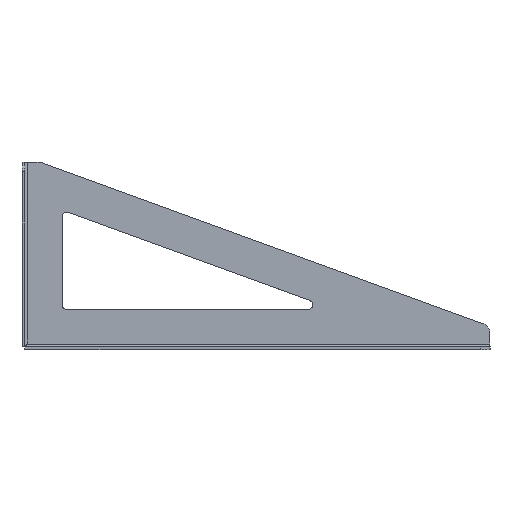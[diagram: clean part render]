
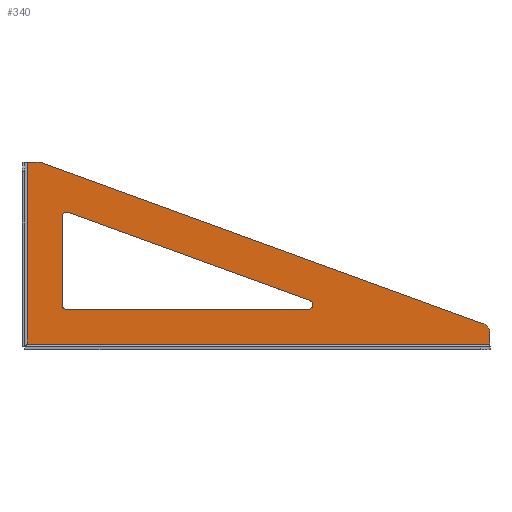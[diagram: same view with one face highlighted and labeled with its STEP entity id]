
A CAD part, top view. The second image highlights one B-rep face of the part: STEP entity #340.
In plain terms, the highlighted planar face has unit normal (0, 0, 1).
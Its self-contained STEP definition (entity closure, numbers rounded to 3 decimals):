
#22 = VERTEX_POINT ( 'NONE', #2041 ) ;
#54 = CIRCLE ( 'NONE', #2466, 10. ) ;
#70 = EDGE_CURVE ( 'NONE', #1305, #246, #2877, .T. ) ;
#101 = VECTOR ( 'NONE', #1161, 1000. ) ;
#110 = FACE_BOUND ( 'NONE', #1728, .T. ) ;
#137 = CARTESIAN_POINT ( 'NONE',  ( -208.5, 45., -20. ) ) ;
#139 = DIRECTION ( 'NONE',  ( 1., 0., 0. ) ) ;
#158 = DIRECTION ( 'NONE',  ( 0., 0., 1. ) ) ;
#159 = EDGE_CURVE ( 'NONE', #1551, #664, #855, .T. ) ;
#164 = AXIS2_PLACEMENT_3D ( 'NONE', #1680, #536, #1640 ) ;
#216 = CIRCLE ( 'NONE', #970, 5. ) ;
#246 = VERTEX_POINT ( 'NONE', #342 ) ;
#263 = ORIENTED_EDGE ( 'NONE', *, *, #1750, .F. ) ;
#275 = VERTEX_POINT ( 'NONE', #1298 ) ;
#305 = AXIS2_PLACEMENT_3D ( 'NONE', #1870, #2796, #2329 ) ;
#317 = VECTOR ( 'NONE', #1887, 1000. ) ;
#340 = ADVANCED_FACE ( 'NONE', ( #110, #1317 ), #828, .T. ) ;
#342 = CARTESIAN_POINT ( 'NONE',  ( -203.5, 40., -20. ) ) ;
#370 = CARTESIAN_POINT ( 'NONE',  ( 248.5, 197., -20. ) ) ;
#395 = VECTOR ( 'NONE', #2390, 1000. ) ;
#431 = ORIENTED_EDGE ( 'NONE', *, *, #2074, .T. ) ;
#432 = CARTESIAN_POINT ( 'NONE',  ( -201.787, 143.592, -20. ) ) ;
#443 = EDGE_CURVE ( 'NONE', #1635, #739, #534, .T. ) ;
#487 = VECTOR ( 'NONE', #1973, 1000. ) ;
#534 = LINE ( 'NONE', #432, #2912 ) ;
#536 = DIRECTION ( 'NONE',  ( 0., 0., 1. ) ) ;
#546 = ORIENTED_EDGE ( 'NONE', *, *, #1758, .F. ) ;
#552 = CARTESIAN_POINT ( 'NONE',  ( 248.5, 0., -20. ) ) ;
#593 = VERTEX_POINT ( 'NONE', #1898 ) ;
#597 = DIRECTION ( 'NONE',  ( 1., 0., 0. ) ) ;
#664 = VERTEX_POINT ( 'NONE', #1220 ) ;
#698 = CIRCLE ( 'NONE', #305, 10. ) ;
#700 = AXIS2_PLACEMENT_3D ( 'NONE', #2182, #2145, #139 ) ;
#739 = VERTEX_POINT ( 'NONE', #1889 ) ;
#749 = CARTESIAN_POINT ( 'NONE',  ( -203.5, 138.894, -20. ) ) ;
#766 = EDGE_CURVE ( 'NONE', #1573, #593, #2285, .T. ) ;
#787 = CARTESIAN_POINT ( 'NONE',  ( 241.925, 24.397, -20. ) ) ;
#788 = VERTEX_POINT ( 'NONE', #2413 ) ;
#809 = ORIENTED_EDGE ( 'NONE', *, *, #2469, .F. ) ;
#828 = PLANE ( 'NONE',  #1561 ) ;
#837 = DIRECTION ( 'NONE',  ( 0., -1., 0. ) ) ;
#855 = CIRCLE ( 'NONE', #700, 5. ) ;
#970 = AXIS2_PLACEMENT_3D ( 'NONE', #1037, #158, #597 ) ;
#976 = CARTESIAN_POINT ( 'NONE',  ( 54.038, 40., -20. ) ) ;
#1027 = CARTESIAN_POINT ( 'NONE',  ( 192.184, 42.532, -20. ) ) ;
#1037 = CARTESIAN_POINT ( 'NONE',  ( 54.038, 45., -20. ) ) ;
#1051 = DIRECTION ( 'NONE',  ( 0., -1., 0. ) ) ;
#1132 = LINE ( 'NONE', #1936, #487 ) ;
#1161 = DIRECTION ( 'NONE',  ( -1., 0., 0. ) ) ;
#1198 = LINE ( 'NONE', #2364, #101 ) ;
#1203 = DIRECTION ( 'NONE',  ( -1., 0., 0. ) ) ;
#1220 = CARTESIAN_POINT ( 'NONE',  ( 59.038, 45., -20. ) ) ;
#1274 = DIRECTION ( 'NONE',  ( -0.94, 0.343, 0. ) ) ;
#1298 = CARTESIAN_POINT ( 'NONE',  ( -233.266, 197., -20. ) ) ;
#1305 = VERTEX_POINT ( 'NONE', #2665 ) ;
#1306 = ORIENTED_EDGE ( 'NONE', *, *, #1308, .F. ) ;
#1308 = EDGE_CURVE ( 'NONE', #2522, #788, #1132, .T. ) ;
#1317 = FACE_OUTER_BOUND ( 'NONE', #2000, .T. ) ;
#1325 = ORIENTED_EDGE ( 'NONE', *, *, #159, .F. ) ;
#1407 = VECTOR ( 'NONE', #2437, 1000. ) ;
#1437 = CARTESIAN_POINT ( 'NONE',  ( 54.038, 40., -20. ) ) ;
#1519 = EDGE_CURVE ( 'NONE', #2806, #2522, #1198, .T. ) ;
#1541 = CARTESIAN_POINT ( 'NONE',  ( -208.5, 138.894, -20. ) ) ;
#1551 = VERTEX_POINT ( 'NONE', #1437 ) ;
#1561 = AXIS2_PLACEMENT_3D ( 'NONE', #370, #2443, #1051 ) ;
#1573 = VERTEX_POINT ( 'NONE', #787 ) ;
#1596 = EDGE_CURVE ( 'NONE', #788, #275, #2642, .T. ) ;
#1605 = CARTESIAN_POINT ( 'NONE',  ( 55.751, 49.698, -20. ) ) ;
#1614 = ORIENTED_EDGE ( 'NONE', *, *, #70, .F. ) ;
#1635 = VERTEX_POINT ( 'NONE', #1605 ) ;
#1640 = DIRECTION ( 'NONE',  ( -1., 0., 0. ) ) ;
#1670 = VECTOR ( 'NONE', #1274, 1000. ) ;
#1680 = CARTESIAN_POINT ( 'NONE',  ( -203.5, 45., -20. ) ) ;
#1728 = EDGE_LOOP ( 'NONE', ( #546, #2993, #809, #1325, #263, #1614, #2703 ) ) ;
#1740 = CARTESIAN_POINT ( 'NONE',  ( -233.266, 187., -20. ) ) ;
#1750 = EDGE_CURVE ( 'NONE', #246, #1551, #2701, .T. ) ;
#1758 = EDGE_CURVE ( 'NONE', #739, #2524, #2128, .T. ) ;
#1870 = CARTESIAN_POINT ( 'NONE',  ( 238.5, 15.002, -20. ) ) ;
#1887 = DIRECTION ( 'NONE',  ( 1., 0., 0. ) ) ;
#1889 = CARTESIAN_POINT ( 'NONE',  ( -201.787, 143.592, -20. ) ) ;
#1898 = CARTESIAN_POINT ( 'NONE',  ( -229.841, 196.395, -20. ) ) ;
#1936 = CARTESIAN_POINT ( 'NONE',  ( -245.5, 3., -20. ) ) ;
#1973 = DIRECTION ( 'NONE',  ( 0., 1., 0. ) ) ;
#1989 = EDGE_CURVE ( 'NONE', #22, #1573, #698, .T. ) ;
#2000 = EDGE_LOOP ( 'NONE', ( #2261, #431, #2164, #1306, #2967, #2087, #2628 ) ) ;
#2027 = VECTOR ( 'NONE', #837, 1000. ) ;
#2041 = CARTESIAN_POINT ( 'NONE',  ( 248.5, 15.002, -20. ) ) ;
#2074 = EDGE_CURVE ( 'NONE', #593, #275, #54, .T. ) ;
#2087 = ORIENTED_EDGE ( 'NONE', *, *, #2395, .F. ) ;
#2128 = CIRCLE ( 'NONE', #2982, 5. ) ;
#2145 = DIRECTION ( 'NONE',  ( 0., 0., 1. ) ) ;
#2146 = CARTESIAN_POINT ( 'NONE',  ( 248.5, 197., -20. ) ) ;
#2164 = ORIENTED_EDGE ( 'NONE', *, *, #1596, .F. ) ;
#2182 = CARTESIAN_POINT ( 'NONE',  ( 54.038, 45., -20. ) ) ;
#2205 = DIRECTION ( 'NONE',  ( 0., 0., 1. ) ) ;
#2261 = ORIENTED_EDGE ( 'NONE', *, *, #766, .T. ) ;
#2285 = LINE ( 'NONE', #1027, #1670 ) ;
#2321 = DIRECTION ( 'NONE',  ( 0., 0., 1. ) ) ;
#2329 = DIRECTION ( 'NONE',  ( 0., -1., 0. ) ) ;
#2364 = CARTESIAN_POINT ( 'NONE',  ( 248.5, 3., -20. ) ) ;
#2390 = DIRECTION ( 'NONE',  ( 0., -1., 0. ) ) ;
#2395 = EDGE_CURVE ( 'NONE', #22, #2806, #2836, .T. ) ;
#2413 = CARTESIAN_POINT ( 'NONE',  ( -245.5, 197., -20. ) ) ;
#2437 = DIRECTION ( 'NONE',  ( 1., 0., 0. ) ) ;
#2443 = DIRECTION ( 'NONE',  ( 0., 0., 1. ) ) ;
#2466 = AXIS2_PLACEMENT_3D ( 'NONE', #1740, #2205, #2632 ) ;
#2469 = EDGE_CURVE ( 'NONE', #664, #1635, #216, .T. ) ;
#2472 = EDGE_CURVE ( 'NONE', #2524, #1305, #2551, .T. ) ;
#2493 = CARTESIAN_POINT ( 'NONE',  ( -245.5, 3., -20. ) ) ;
#2522 = VERTEX_POINT ( 'NONE', #2493 ) ;
#2524 = VERTEX_POINT ( 'NONE', #1541 ) ;
#2551 = LINE ( 'NONE', #137, #2027 ) ;
#2628 = ORIENTED_EDGE ( 'NONE', *, *, #1989, .T. ) ;
#2632 = DIRECTION ( 'NONE',  ( 0., -1., 0. ) ) ;
#2642 = LINE ( 'NONE', #2146, #1407 ) ;
#2665 = CARTESIAN_POINT ( 'NONE',  ( -208.5, 45., -20. ) ) ;
#2701 = LINE ( 'NONE', #976, #317 ) ;
#2703 = ORIENTED_EDGE ( 'NONE', *, *, #2472, .F. ) ;
#2796 = DIRECTION ( 'NONE',  ( 0., 0., 1. ) ) ;
#2802 = DIRECTION ( 'NONE',  ( -0.94, 0.343, 0. ) ) ;
#2806 = VERTEX_POINT ( 'NONE', #2895 ) ;
#2836 = LINE ( 'NONE', #552, #395 ) ;
#2877 = CIRCLE ( 'NONE', #164, 5. ) ;
#2895 = CARTESIAN_POINT ( 'NONE',  ( 248.5, 3., -20. ) ) ;
#2912 = VECTOR ( 'NONE', #2802, 1000. ) ;
#2967 = ORIENTED_EDGE ( 'NONE', *, *, #1519, .F. ) ;
#2982 = AXIS2_PLACEMENT_3D ( 'NONE', #749, #2321, #1203 ) ;
#2993 = ORIENTED_EDGE ( 'NONE', *, *, #443, .F. ) ;
